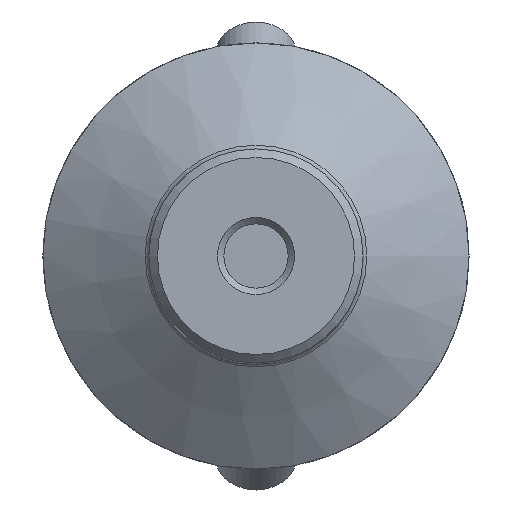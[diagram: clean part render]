
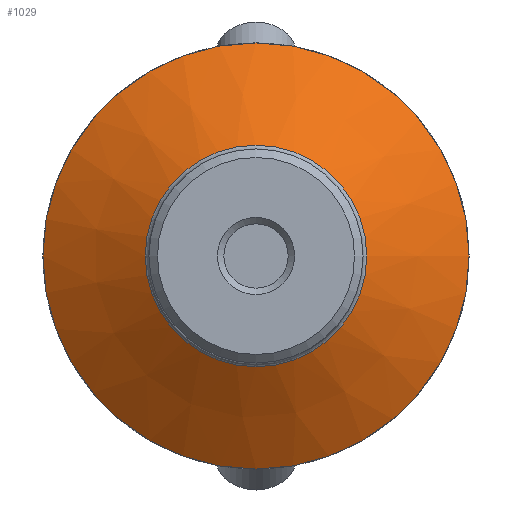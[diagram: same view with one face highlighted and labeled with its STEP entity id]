
A CAD part, front view. The second image highlights one B-rep face of the part: STEP entity #1029.
In plain terms, the highlighted conical face has half-angle 55.516 degrees and reference radius 37.375 mm.
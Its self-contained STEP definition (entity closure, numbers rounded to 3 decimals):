
#55=CONICAL_SURFACE('',#1177,37.375,0.969);
#129=FACE_OUTER_BOUND('',#191,.T.);
#191=EDGE_LOOP('',(#801,#802,#803,#804,#805,#806,#807));
#245=LINE('',#1950,#289);
#289=VECTOR('',#1476,37.375);
#352=CIRCLE('',#1170,25.868);
#353=CIRCLE('',#1171,25.868);
#354=CIRCLE('',#1172,25.868);
#358=CIRCLE('',#1178,49.75);
#359=CIRCLE('',#1179,49.75);
#450=VERTEX_POINT('',#1931);
#451=VERTEX_POINT('',#1933);
#452=VERTEX_POINT('',#1935);
#455=VERTEX_POINT('',#1946);
#456=VERTEX_POINT('',#1947);
#579=EDGE_CURVE('',#450,#451,#352,.T.);
#580=EDGE_CURVE('',#451,#452,#353,.T.);
#581=EDGE_CURVE('',#452,#450,#354,.T.);
#586=EDGE_CURVE('',#455,#456,#358,.T.);
#587=EDGE_CURVE('',#456,#455,#359,.T.);
#588=EDGE_CURVE('',#456,#451,#245,.T.);
#801=ORIENTED_EDGE('',*,*,#586,.F.);
#802=ORIENTED_EDGE('',*,*,#587,.F.);
#803=ORIENTED_EDGE('',*,*,#588,.T.);
#804=ORIENTED_EDGE('',*,*,#579,.F.);
#805=ORIENTED_EDGE('',*,*,#581,.F.);
#806=ORIENTED_EDGE('',*,*,#580,.F.);
#807=ORIENTED_EDGE('',*,*,#588,.F.);
#1029=ADVANCED_FACE('',(#129),#55,.T.);
#1170=AXIS2_PLACEMENT_3D('',#1934,#1455,#1456);
#1171=AXIS2_PLACEMENT_3D('',#1936,#1457,#1458);
#1172=AXIS2_PLACEMENT_3D('',#1937,#1459,#1460);
#1177=AXIS2_PLACEMENT_3D('',#1945,#1470,#1471);
#1178=AXIS2_PLACEMENT_3D('',#1948,#1472,#1473);
#1179=AXIS2_PLACEMENT_3D('',#1949,#1474,#1475);
#1455=DIRECTION('center_axis',(0.,-1.,0.));
#1456=DIRECTION('ref_axis',(1.,0.,0.));
#1457=DIRECTION('center_axis',(0.,-1.,0.));
#1458=DIRECTION('ref_axis',(1.,0.,0.));
#1459=DIRECTION('center_axis',(0.,-1.,0.));
#1460=DIRECTION('ref_axis',(1.,0.,0.));
#1470=DIRECTION('center_axis',(0.,1.,0.));
#1471=DIRECTION('ref_axis',(-1.,0.,0.));
#1472=DIRECTION('center_axis',(0.,1.,0.));
#1473=DIRECTION('ref_axis',(-1.,0.,0.));
#1474=DIRECTION('center_axis',(0.,1.,0.));
#1475=DIRECTION('ref_axis',(-1.,0.,0.));
#1476=DIRECTION('',(-0.824,-0.566,0.));
#1931=CARTESIAN_POINT('',(0.,19.596,-25.868));
#1933=CARTESIAN_POINT('',(25.868,19.596,0.));
#1934=CARTESIAN_POINT('Origin',(0.,19.596,0.));
#1935=CARTESIAN_POINT('',(-25.868,19.596,0.));
#1936=CARTESIAN_POINT('Origin',(0.,19.596,0.));
#1937=CARTESIAN_POINT('Origin',(0.,19.596,0.));
#1945=CARTESIAN_POINT('Origin',(0.,27.5,0.));
#1946=CARTESIAN_POINT('',(-49.75,36.,0.));
#1947=CARTESIAN_POINT('',(49.75,36.,0.));
#1948=CARTESIAN_POINT('Origin',(0.,36.,0.));
#1949=CARTESIAN_POINT('Origin',(0.,36.,0.));
#1950=CARTESIAN_POINT('',(37.375,27.5,0.));
